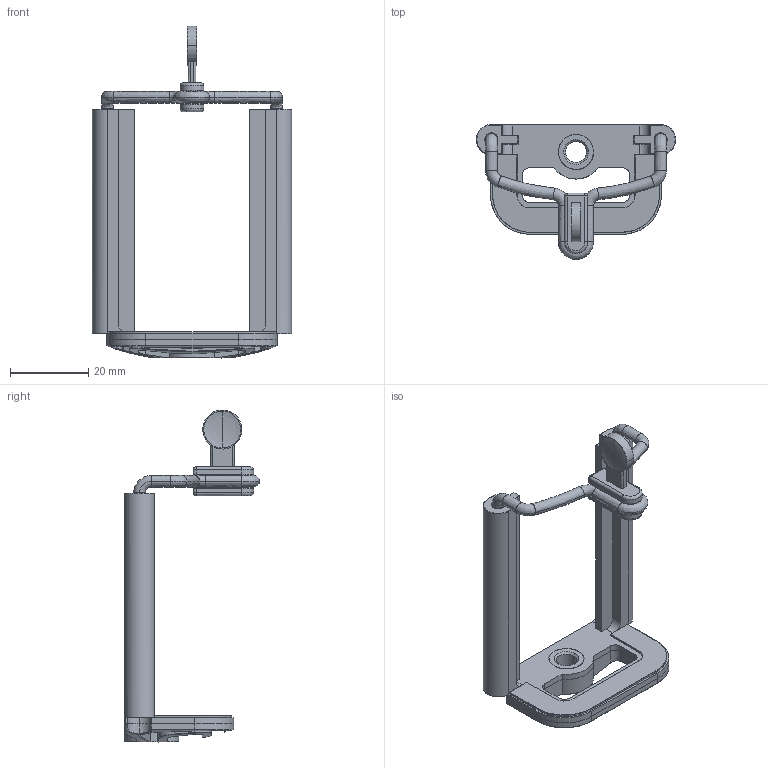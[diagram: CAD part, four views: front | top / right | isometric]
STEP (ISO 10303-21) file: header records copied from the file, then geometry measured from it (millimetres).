
FILE_DESCRIPTION(/* description */ (''),/* implementation_level */ '2;1');
FILE_NAME(/* name */ 'PHONE_~1',/* time_stamp */ '2014-12-17T01:06:17+01:00',/* author */ (''),/* organization */ (''),/* preprocessor_version */ 'ST-DEVELOPER v15',/* originating_system */ '',/* authorisation */ '');
FILE_SCHEMA (('AUTOMOTIVE_DESIGN'));
Length unit declared in the file: millimetre
Products named in the file (1): Document
Bounding box: 51 x 34.56 x 85.04 mm (x, y, z)
Volume: 2213.3 mm3; surface area: 13334.4 mm2
Topology: 5 solids, 7 shells, 387 faces, 894 edges, 522 vertices
Faces by surface type: bspline 327, plane 60
Entity records: 13759 total; most frequent: CARTESIAN_POINT 8840, ORIENTED_EDGE 1787, EDGE_CURVE 896, VERTEX_POINT 523, EDGE_LOOP 402, ADVANCED_FACE 387, FACE_OUTER_BOUND 387, B_SPLINE_CURVE_WITH_KNOTS 215
